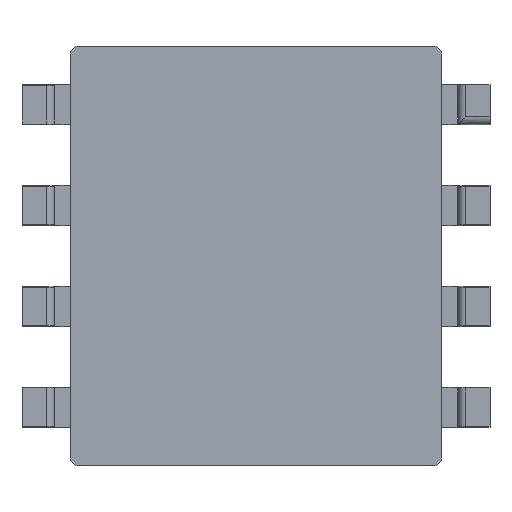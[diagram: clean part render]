
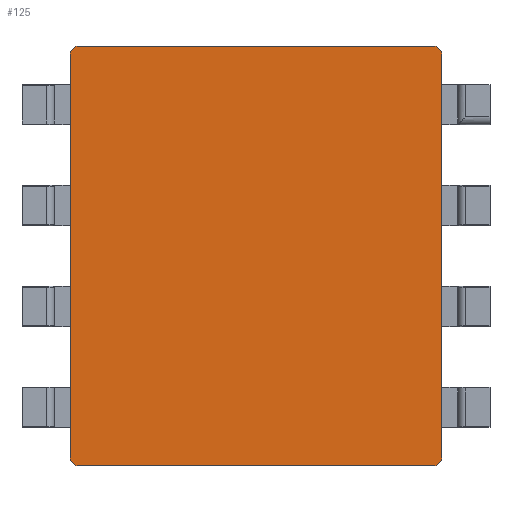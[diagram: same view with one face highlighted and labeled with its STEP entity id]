
A CAD part, front view. The second image highlights one B-rep face of the part: STEP entity #125.
In plain terms, the highlighted planar face has unit normal (0, -1, 0).
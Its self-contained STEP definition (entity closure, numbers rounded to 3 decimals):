
#125=ADVANCED_FACE('',(#651),#653,.F.);
#651=FACE_BOUND('',#652,.T.);
#652=EDGE_LOOP('',(#1802,#1803,#1804,#1805,#1806,#1807,#1808,#1809));
#653=PLANE('',#654);
#654=AXIS2_PLACEMENT_3D('',#655,#656,#657);
#655=CARTESIAN_POINT('',(0.,0.,0.));
#656=DIRECTION('',(0.,1.,0.));
#657=DIRECTION('',(-1.,0.,0.));
#1802=ORIENTED_EDGE('',*,*,#2471,.F.);
#1803=ORIENTED_EDGE('',*,*,#2472,.F.);
#1804=ORIENTED_EDGE('',*,*,#2462,.F.);
#1805=ORIENTED_EDGE('',*,*,#2424,.F.);
#1806=ORIENTED_EDGE('',*,*,#2469,.F.);
#1807=ORIENTED_EDGE('',*,*,#2473,.F.);
#1808=ORIENTED_EDGE('',*,*,#2474,.F.);
#1809=ORIENTED_EDGE('',*,*,#2475,.F.);
#2424=EDGE_CURVE('',#2886,#2881,#2888,.T.);
#2462=EDGE_CURVE('',#2881,#2940,#2941,.F.);
#2469=EDGE_CURVE('',#2950,#2886,#2953,.F.);
#2471=EDGE_CURVE('',#2955,#2956,#2957,.F.);
#2472=EDGE_CURVE('',#2940,#2955,#2958,.T.);
#2473=EDGE_CURVE('',#2959,#2950,#2960,.T.);
#2474=EDGE_CURVE('',#2961,#2959,#2962,.F.);
#2475=EDGE_CURVE('',#2956,#2961,#2963,.T.);
#2881=VERTEX_POINT('',#3696);
#2886=VERTEX_POINT('',#3705);
#2888=LINE('',#3709,#3710);
#2940=VERTEX_POINT('',#3851);
#2941=CIRCLE('',#3852,0.1);
#2950=VERTEX_POINT('',#3877);
#2953=CIRCLE('',#3882,0.1);
#2955=VERTEX_POINT('',#3890);
#2956=VERTEX_POINT('',#3891);
#2957=CIRCLE('',#3892,0.1);
#2958=LINE('',#3896,#3897);
#2959=VERTEX_POINT('',#3899);
#2960=LINE('',#3900,#3901);
#2961=VERTEX_POINT('',#3903);
#2962=CIRCLE('',#3904,0.1);
#2963=LINE('',#3908,#3909);
#3696=CARTESIAN_POINT('',(2.3,0.,-2.5));
#3705=CARTESIAN_POINT('',(2.3,0.,2.5));
#3709=CARTESIAN_POINT('',(2.3,0.,2.5));
#3710=VECTOR('',#3711,1.);
#3711=DIRECTION('',(0.,0.,-1.));
#3851=CARTESIAN_POINT('',(2.2,0.,-2.6));
#3852=AXIS2_PLACEMENT_3D('',#3853,#3854,#3855);
#3853=CARTESIAN_POINT('',(2.2,0.,-2.5));
#3854=DIRECTION('',(0.,-1.,0.));
#3855=DIRECTION('',(0.,0.,-1.));
#3877=CARTESIAN_POINT('',(2.2,0.,2.6));
#3882=AXIS2_PLACEMENT_3D('',#3883,#3884,#3885);
#3883=CARTESIAN_POINT('',(2.2,0.,2.5));
#3884=DIRECTION('',(0.,-1.,0.));
#3885=DIRECTION('',(1.,0.,0.));
#3890=CARTESIAN_POINT('',(-2.2,0.,-2.6));
#3891=CARTESIAN_POINT('',(-2.3,0.,-2.5));
#3892=AXIS2_PLACEMENT_3D('',#3893,#3894,#3895);
#3893=CARTESIAN_POINT('',(-2.2,0.,-2.5));
#3894=DIRECTION('',(0.,-1.,0.));
#3895=DIRECTION('',(-1.,0.,0.));
#3896=CARTESIAN_POINT('',(2.2,0.,-2.6));
#3897=VECTOR('',#3898,1.);
#3898=DIRECTION('',(-1.,0.,0.));
#3899=CARTESIAN_POINT('',(-2.2,0.,2.6));
#3900=CARTESIAN_POINT('',(-2.2,0.,2.6));
#3901=VECTOR('',#3902,1.);
#3902=DIRECTION('',(1.,0.,0.));
#3903=CARTESIAN_POINT('',(-2.3,0.,2.5));
#3904=AXIS2_PLACEMENT_3D('',#3905,#3906,#3907);
#3905=CARTESIAN_POINT('',(-2.2,0.,2.5));
#3906=DIRECTION('',(0.,-1.,0.));
#3907=DIRECTION('',(0.,0.,1.));
#3908=CARTESIAN_POINT('',(-2.3,0.,-2.5));
#3909=VECTOR('',#3910,1.);
#3910=DIRECTION('',(0.,0.,1.));
